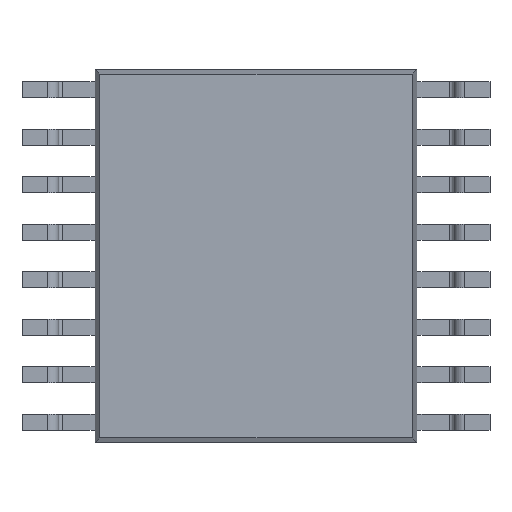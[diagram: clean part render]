
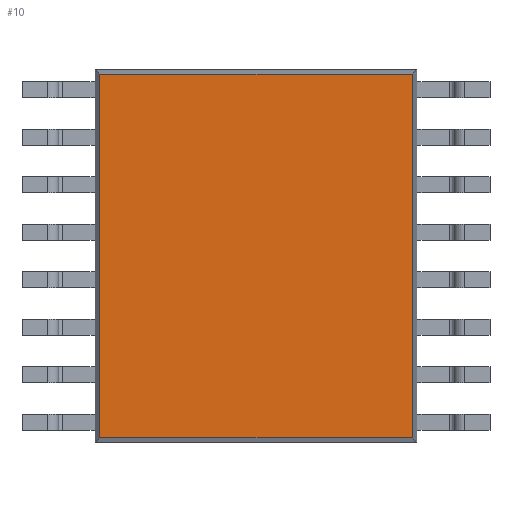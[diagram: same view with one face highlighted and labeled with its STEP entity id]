
A CAD part, front view. The second image highlights one B-rep face of the part: STEP entity #10.
In plain terms, the highlighted planar face has unit normal (0, -1, 0).
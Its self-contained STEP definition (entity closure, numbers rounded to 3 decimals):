
#10 = ADVANCED_FACE ( 'NONE', ( #2944 ), #3164, .T. ) ;
#254 = CARTESIAN_POINT ( 'NONE',  ( -2.137, 0.11, 2.487 ) ) ;
#615 = DIRECTION ( 'NONE',  ( 0., 0., 1. ) ) ;
#716 = EDGE_LOOP ( 'NONE', ( #5162, #2938, #5042, #1078 ) ) ;
#843 = LINE ( 'NONE', #4592, #6344 ) ;
#875 = EDGE_CURVE ( 'NONE', #6144, #6032, #3544, .T. ) ;
#877 = CARTESIAN_POINT ( 'NONE',  ( 2.137, 0.11, 2.487 ) ) ;
#941 = AXIS2_PLACEMENT_3D ( 'NONE', #6561, #2495, #4763 ) ;
#1069 = VECTOR ( 'NONE', #2882, 1000. ) ;
#1078 = ORIENTED_EDGE ( 'NONE', *, *, #875, .T. ) ;
#1328 = DIRECTION ( 'NONE',  ( -1., 0., 0. ) ) ;
#1430 = EDGE_CURVE ( 'NONE', #6119, #6144, #1935, .T. ) ;
#1644 = VECTOR ( 'NONE', #5995, 1000. ) ;
#1747 = CARTESIAN_POINT ( 'NONE',  ( -2.137, 0.11, 2.55 ) ) ;
#1920 = CARTESIAN_POINT ( 'NONE',  ( -2.137, 0.11, -2.487 ) ) ;
#1935 = LINE ( 'NONE', #3016, #4777 ) ;
#2087 = EDGE_CURVE ( 'NONE', #6032, #5312, #5551, .T. ) ;
#2495 = DIRECTION ( 'NONE',  ( 0., -1., 0. ) ) ;
#2700 = CARTESIAN_POINT ( 'NONE',  ( -2.2, 0.11, -2.487 ) ) ;
#2882 = DIRECTION ( 'NONE',  ( 0., 0., -1. ) ) ;
#2938 = ORIENTED_EDGE ( 'NONE', *, *, #4652, .T. ) ;
#2944 = FACE_OUTER_BOUND ( 'NONE', #716, .T. ) ;
#3016 = CARTESIAN_POINT ( 'NONE',  ( 2.2, 0.11, 2.487 ) ) ;
#3164 = PLANE ( 'NONE',  #941 ) ;
#3507 = CARTESIAN_POINT ( 'NONE',  ( 2.137, 0.11, -2.487 ) ) ;
#3544 = LINE ( 'NONE', #1747, #1069 ) ;
#4592 = CARTESIAN_POINT ( 'NONE',  ( 2.137, 0.11, -2.55 ) ) ;
#4652 = EDGE_CURVE ( 'NONE', #5312, #6119, #843, .T. ) ;
#4763 = DIRECTION ( 'NONE',  ( 0., 0., -1. ) ) ;
#4777 = VECTOR ( 'NONE', #1328, 1000. ) ;
#5042 = ORIENTED_EDGE ( 'NONE', *, *, #1430, .T. ) ;
#5162 = ORIENTED_EDGE ( 'NONE', *, *, #2087, .T. ) ;
#5312 = VERTEX_POINT ( 'NONE', #3507 ) ;
#5551 = LINE ( 'NONE', #2700, #1644 ) ;
#5995 = DIRECTION ( 'NONE',  ( 1., 0., 0. ) ) ;
#6032 = VERTEX_POINT ( 'NONE', #1920 ) ;
#6119 = VERTEX_POINT ( 'NONE', #877 ) ;
#6144 = VERTEX_POINT ( 'NONE', #254 ) ;
#6344 = VECTOR ( 'NONE', #615, 1000. ) ;
#6561 = CARTESIAN_POINT ( 'NONE',  ( 0., 0.11, 0. ) ) ;
